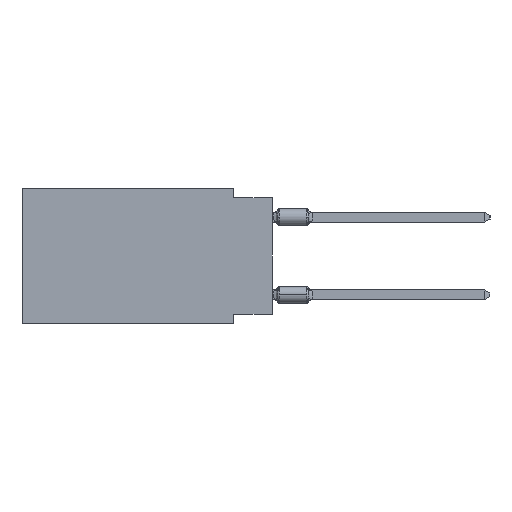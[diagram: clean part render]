
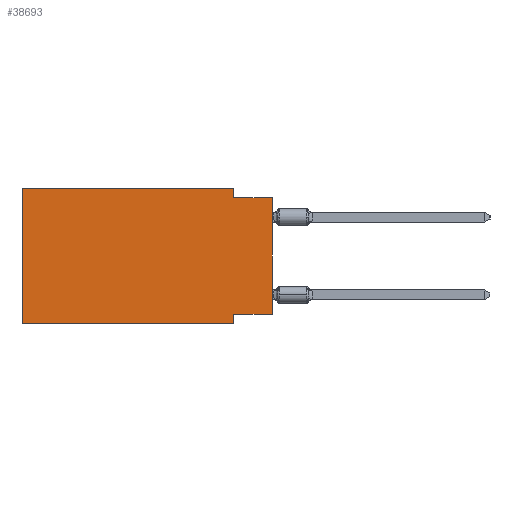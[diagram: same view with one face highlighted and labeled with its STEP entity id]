
A CAD part, left-side view. The second image highlights one B-rep face of the part: STEP entity #38693.
In plain terms, the highlighted planar face has unit normal (-1, 0, 0).
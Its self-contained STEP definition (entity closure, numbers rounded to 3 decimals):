
#479 = DIRECTION ( 'NONE',  ( 0., 0., -1. ) ) ;
#1102 = LINE ( 'NONE', #40029, #35413 ) ;
#1329 = ORIENTED_EDGE ( 'NONE', *, *, #33535, .F. ) ;
#1418 = CARTESIAN_POINT ( 'NONE',  ( 0., 16.383, -8.89 ) ) ;
#2467 = LINE ( 'NONE', #38623, #16286 ) ;
#2685 = CARTESIAN_POINT ( 'NONE',  ( 0., 2.54, -0.635 ) ) ;
#2851 = CARTESIAN_POINT ( 'NONE',  ( 0., 2.54, -8.89 ) ) ;
#4078 = CARTESIAN_POINT ( 'NONE',  ( 0., 16.383, 0. ) ) ;
#5172 = DIRECTION ( 'NONE',  ( 0., 0., 1. ) ) ;
#5893 = VECTOR ( 'NONE', #5172, 1000. ) ;
#8424 = CARTESIAN_POINT ( 'NONE',  ( 0., 16.383, -8.89 ) ) ;
#9224 = EDGE_CURVE ( 'NONE', #23144, #39063, #13892, .T. ) ;
#10769 = EDGE_CURVE ( 'NONE', #30632, #27657, #33932, .T. ) ;
#10904 = CARTESIAN_POINT ( 'NONE',  ( 0., 2.54, 0. ) ) ;
#11032 = VERTEX_POINT ( 'NONE', #21304 ) ;
#11192 = LINE ( 'NONE', #1418, #26278 ) ;
#11777 = LINE ( 'NONE', #34118, #5893 ) ;
#12480 = LINE ( 'NONE', #16308, #13132 ) ;
#12494 = CARTESIAN_POINT ( 'NONE',  ( 0., 16.383, 0. ) ) ;
#13013 = ORIENTED_EDGE ( 'NONE', *, *, #34372, .F. ) ;
#13132 = VECTOR ( 'NONE', #28625, 1000. ) ;
#13892 = LINE ( 'NONE', #10904, #31111 ) ;
#14048 = EDGE_CURVE ( 'NONE', #11032, #40723, #12480, .T. ) ;
#15402 = ORIENTED_EDGE ( 'NONE', *, *, #20767, .T. ) ;
#16128 = PLANE ( 'NONE',  #30543 ) ;
#16286 = VECTOR ( 'NONE', #19064, 1000. ) ;
#16308 = CARTESIAN_POINT ( 'NONE',  ( 0., 2.54, -8.89 ) ) ;
#16371 = ORIENTED_EDGE ( 'NONE', *, *, #10769, .T. ) ;
#19064 = DIRECTION ( 'NONE',  ( 0., -1., 0. ) ) ;
#19082 = DIRECTION ( 'NONE',  ( 0., -1., 0. ) ) ;
#19595 = ORIENTED_EDGE ( 'NONE', *, *, #19619, .F. ) ;
#19619 = EDGE_CURVE ( 'NONE', #39063, #27657, #2467, .T. ) ;
#20767 = EDGE_CURVE ( 'NONE', #25348, #40723, #11192, .T. ) ;
#20887 = VECTOR ( 'NONE', #19082, 1000. ) ;
#20989 = DIRECTION ( 'NONE',  ( 0., -1., 0. ) ) ;
#21304 = CARTESIAN_POINT ( 'NONE',  ( 0., 2.54, -8.255 ) ) ;
#21332 = ORIENTED_EDGE ( 'NONE', *, *, #9224, .F. ) ;
#22501 = CARTESIAN_POINT ( 'NONE',  ( 0., 0., -8.255 ) ) ;
#23144 = VERTEX_POINT ( 'NONE', #24130 ) ;
#24130 = CARTESIAN_POINT ( 'NONE',  ( 0., 2.54, 0. ) ) ;
#24814 = EDGE_LOOP ( 'NONE', ( #16371, #19595, #21332, #13013, #1329, #15402, #36225, #37133 ) ) ;
#25266 = DIRECTION ( 'NONE',  ( 0., 0., -1. ) ) ;
#25348 = VERTEX_POINT ( 'NONE', #8424 ) ;
#25957 = VERTEX_POINT ( 'NONE', #4078 ) ;
#26278 = VECTOR ( 'NONE', #20989, 1000. ) ;
#26386 = CARTESIAN_POINT ( 'NONE',  ( 0., 0., -0.635 ) ) ;
#27657 = VERTEX_POINT ( 'NONE', #26386 ) ;
#28425 = LINE ( 'NONE', #12494, #20887 ) ;
#28625 = DIRECTION ( 'NONE',  ( 0., 0., -1. ) ) ;
#29875 = DIRECTION ( 'NONE',  ( 0., 0., 1. ) ) ;
#30075 = EDGE_CURVE ( 'NONE', #30632, #11032, #1102, .T. ) ;
#30543 = AXIS2_PLACEMENT_3D ( 'NONE', #38869, #32477, #25266 ) ;
#30632 = VERTEX_POINT ( 'NONE', #22501 ) ;
#31111 = VECTOR ( 'NONE', #479, 1000. ) ;
#32477 = DIRECTION ( 'NONE',  ( 1., 0., 0. ) ) ;
#33535 = EDGE_CURVE ( 'NONE', #25348, #25957, #11777, .T. ) ;
#33648 = DIRECTION ( 'NONE',  ( 0., 1., 0. ) ) ;
#33932 = LINE ( 'NONE', #36271, #37996 ) ;
#34118 = CARTESIAN_POINT ( 'NONE',  ( 0., 16.383, 0. ) ) ;
#34372 = EDGE_CURVE ( 'NONE', #25957, #23144, #28425, .T. ) ;
#35413 = VECTOR ( 'NONE', #33648, 1000. ) ;
#36225 = ORIENTED_EDGE ( 'NONE', *, *, #14048, .F. ) ;
#36271 = CARTESIAN_POINT ( 'NONE',  ( 0., 0., 0. ) ) ;
#37133 = ORIENTED_EDGE ( 'NONE', *, *, #30075, .F. ) ;
#37996 = VECTOR ( 'NONE', #29875, 1000. ) ;
#38454 = FACE_OUTER_BOUND ( 'NONE', #24814, .T. ) ;
#38623 = CARTESIAN_POINT ( 'NONE',  ( 0., 0., -0.635 ) ) ;
#38693 = ADVANCED_FACE ( 'NONE', ( #38454 ), #16128, .F. ) ;
#38869 = CARTESIAN_POINT ( 'NONE',  ( 0., 16.383, 0. ) ) ;
#39063 = VERTEX_POINT ( 'NONE', #2685 ) ;
#40029 = CARTESIAN_POINT ( 'NONE',  ( 0., 0., -8.255 ) ) ;
#40723 = VERTEX_POINT ( 'NONE', #2851 ) ;
